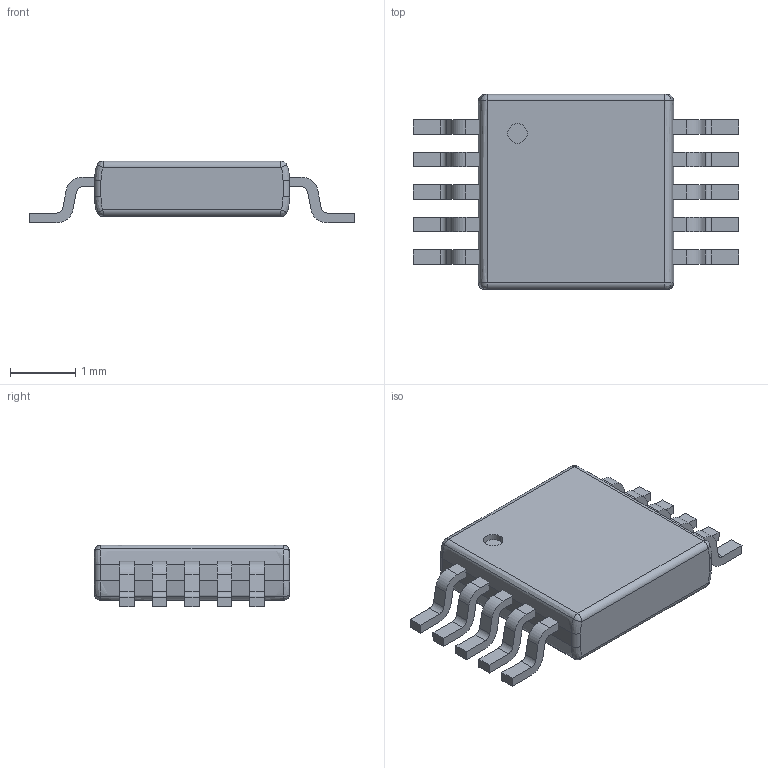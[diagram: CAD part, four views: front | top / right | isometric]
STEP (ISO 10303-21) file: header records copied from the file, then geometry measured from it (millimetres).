
FILE_DESCRIPTION((''),'2;1');
FILE_NAME('USOP-10_MAXIM_ASM','2010-10-20T',('Simon'),(''),'PRO/ENGINEER BY PARAMETRIC TECHNOLOGY CORPORATION, 2008400','PRO/ENGINEER BY PARAMETRIC TECHNOLOGY CORPORATION, 2008400','');
FILE_SCHEMA(('AUTOMOTIVE_DESIGN_CC2 { 1 2 10303 214 -1 1 5 2 }'));
Length unit declared in the file: millimetre
Products named in the file (12): SW3DPS-UMAX10_PART_1911; SW3DPS-UMAX10_PART_2063; SW3DPS-UMAX10_PART_141; SW3DPS-UMAX10_PART_2139; SW3DPS-UMAX10_PART_2215; SW3DPS-UMAX10_PART_2291; SW3DPS-UMAX10_PART_2443; SW3DPS-UMAX10_PART_2367; SW3DPS-UMAX10_PART_1987; SW3DPS-UMAX10_PART_1799; SW3DPS-UMAX10_PART_1492; USOP-10_MAXIM_ASM
Assembly tree (11 placements, depth 2):
  USOP-10_MAXIM_ASM
    SW3DPS-UMAX10_PART_1911
    SW3DPS-UMAX10_PART_2063
    SW3DPS-UMAX10_PART_141
    SW3DPS-UMAX10_PART_2139
    SW3DPS-UMAX10_PART_2215
    SW3DPS-UMAX10_PART_2291
    SW3DPS-UMAX10_PART_2443
    SW3DPS-UMAX10_PART_2367
    SW3DPS-UMAX10_PART_1987
    SW3DPS-UMAX10_PART_1799
    SW3DPS-UMAX10_PART_1492
Bounding box: 5 x 3 x 0.95 mm (x, y, z)
Volume: 8.1 mm3; surface area: 39.8 mm2
Topology: 11 solids, 11 shells, 181 faces, 450 edges, 288 vertices
Faces by surface type: plane 107, cylinder 50, bspline 24
Entity records: 11112 total; most frequent: CARTESIAN_POINT 3020, ORIENTED_EDGE 892, DIRECTION 878, PRESENTATION_STYLE_ASSIGNMENT 638, STYLED_ITEM 457, CURVE_STYLE 446, EDGE_CURVE 446, FILL_AREA_STYLE_COLOUR 373
